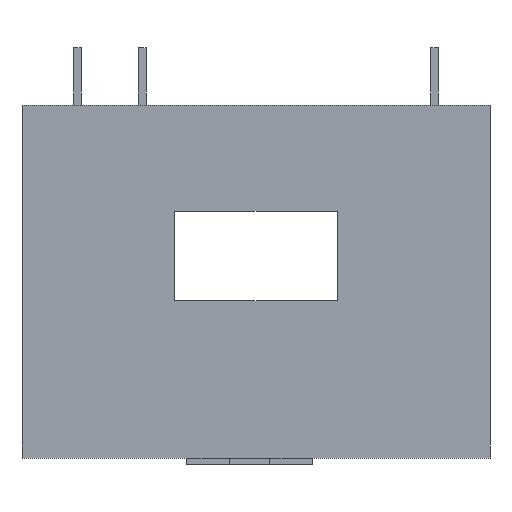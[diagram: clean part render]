
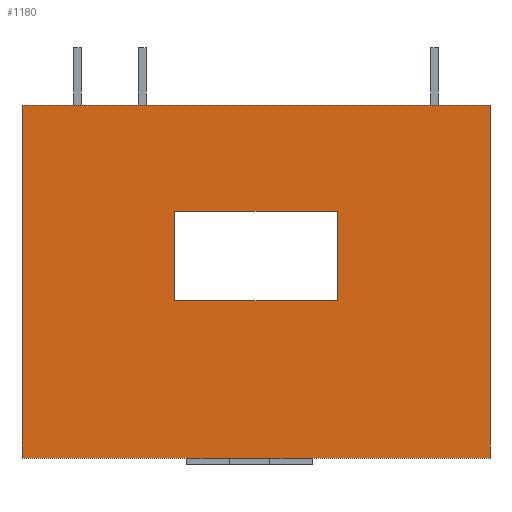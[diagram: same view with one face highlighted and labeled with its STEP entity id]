
A CAD part, front view. The second image highlights one B-rep face of the part: STEP entity #1180.
In plain terms, the highlighted planar face has unit normal (0, -1, 0).
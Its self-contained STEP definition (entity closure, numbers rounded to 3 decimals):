
#44 = PLANE('',#45);
#45 = AXIS2_PLACEMENT_3D('',#46,#47,#48);
#46 = CARTESIAN_POINT('',(-4.33,-7.8,0.));
#47 = DIRECTION('',(1.,0.,0.));
#48 = DIRECTION('',(0.,1.,0.));
#72 = PLANE('',#73);
#73 = AXIS2_PLACEMENT_3D('',#74,#75,#76);
#74 = CARTESIAN_POINT('',(-4.33,6.55,-27.6));
#75 = DIRECTION('',(0.,0.,1.));
#76 = DIRECTION('',(1.,0.,0.));
#100 = PLANE('',#101);
#101 = AXIS2_PLACEMENT_3D('',#102,#103,#104);
#102 = CARTESIAN_POINT('',(32.27,6.55,0.));
#103 = DIRECTION('',(-1.,-0.,-0.));
#104 = DIRECTION('',(0.,-1.,0.));
#126 = PLANE('',#127);
#127 = AXIS2_PLACEMENT_3D('',#128,#129,#130);
#128 = CARTESIAN_POINT('',(-4.33,6.55,0.));
#129 = DIRECTION('',(0.,0.,1.));
#130 = DIRECTION('',(1.,0.,0.));
#158 = PLANE('',#159);
#159 = AXIS2_PLACEMENT_3D('',#160,#161,#162);
#160 = CARTESIAN_POINT('',(20.32,6.55,-15.3));
#161 = DIRECTION('',(-1.,0.,0.));
#162 = DIRECTION('',(0.,0.,1.));
#186 = PLANE('',#187);
#187 = AXIS2_PLACEMENT_3D('',#188,#189,#190);
#188 = CARTESIAN_POINT('',(7.62,6.55,-15.3));
#189 = DIRECTION('',(0.,0.,1.));
#190 = DIRECTION('',(1.,0.,0.));
#214 = PLANE('',#215);
#215 = AXIS2_PLACEMENT_3D('',#216,#217,#218);
#216 = CARTESIAN_POINT('',(7.62,6.55,-8.3));
#217 = DIRECTION('',(1.,0.,0.));
#218 = DIRECTION('',(0.,0.,-1.));
#240 = PLANE('',#241);
#241 = AXIS2_PLACEMENT_3D('',#242,#243,#244);
#242 = CARTESIAN_POINT('',(20.32,6.55,-8.3));
#243 = DIRECTION('',(-0.,0.,-1.));
#244 = DIRECTION('',(-1.,0.,0.));
#255 = EDGE_CURVE('',#256,#258,#260,.T.);
#256 = VERTEX_POINT('',#257);
#257 = CARTESIAN_POINT('',(-4.33,-7.8,0.));
#258 = VERTEX_POINT('',#259);
#259 = CARTESIAN_POINT('',(-4.33,-7.8,-27.6));
#260 = SURFACE_CURVE('',#261,(#265,#272),.PCURVE_S1.);
#261 = LINE('',#262,#263);
#262 = CARTESIAN_POINT('',(-4.33,-7.8,0.));
#263 = VECTOR('',#264,1.);
#264 = DIRECTION('',(0.,0.,-1.));
#265 = PCURVE('',#44,#266);
#266 = DEFINITIONAL_REPRESENTATION('',(#267),#271);
#267 = LINE('',#268,#269);
#268 = CARTESIAN_POINT('',(0.,0.));
#269 = VECTOR('',#270,1.);
#270 = DIRECTION('',(0.,-1.));
#271 = ( GEOMETRIC_REPRESENTATION_CONTEXT(2) 
PARAMETRIC_REPRESENTATION_CONTEXT() REPRESENTATION_CONTEXT('2D SPACE',''
  ) );
#272 = PCURVE('',#273,#278);
#273 = PLANE('',#274);
#274 = AXIS2_PLACEMENT_3D('',#275,#276,#277);
#275 = CARTESIAN_POINT('',(32.27,-7.8,0.));
#276 = DIRECTION('',(0.,1.,0.));
#277 = DIRECTION('',(-1.,0.,0.));
#278 = DEFINITIONAL_REPRESENTATION('',(#279),#283);
#279 = LINE('',#280,#281);
#280 = CARTESIAN_POINT('',(36.6,0.));
#281 = VECTOR('',#282,1.);
#282 = DIRECTION('',(0.,-1.));
#283 = ( GEOMETRIC_REPRESENTATION_CONTEXT(2) 
PARAMETRIC_REPRESENTATION_CONTEXT() REPRESENTATION_CONTEXT('2D SPACE',''
  ) );
#333 = EDGE_CURVE('',#334,#256,#336,.T.);
#334 = VERTEX_POINT('',#335);
#335 = CARTESIAN_POINT('',(32.27,-7.8,0.));
#336 = SURFACE_CURVE('',#337,(#341,#348),.PCURVE_S1.);
#337 = LINE('',#338,#339);
#338 = CARTESIAN_POINT('',(32.27,-7.8,0.));
#339 = VECTOR('',#340,1.);
#340 = DIRECTION('',(-1.,0.,0.));
#341 = PCURVE('',#126,#342);
#342 = DEFINITIONAL_REPRESENTATION('',(#343),#347);
#343 = LINE('',#344,#345);
#344 = CARTESIAN_POINT('',(36.6,-14.35));
#345 = VECTOR('',#346,1.);
#346 = DIRECTION('',(-1.,0.));
#347 = ( GEOMETRIC_REPRESENTATION_CONTEXT(2) 
PARAMETRIC_REPRESENTATION_CONTEXT() REPRESENTATION_CONTEXT('2D SPACE',''
  ) );
#348 = PCURVE('',#273,#349);
#349 = DEFINITIONAL_REPRESENTATION('',(#350),#354);
#350 = LINE('',#351,#352);
#351 = CARTESIAN_POINT('',(0.,0.));
#352 = VECTOR('',#353,1.);
#353 = DIRECTION('',(1.,0.));
#354 = ( GEOMETRIC_REPRESENTATION_CONTEXT(2) 
PARAMETRIC_REPRESENTATION_CONTEXT() REPRESENTATION_CONTEXT('2D SPACE',''
  ) );
#724 = EDGE_CURVE('',#725,#258,#727,.T.);
#725 = VERTEX_POINT('',#726);
#726 = CARTESIAN_POINT('',(32.27,-7.8,-27.6));
#727 = SURFACE_CURVE('',#728,(#732,#739),.PCURVE_S1.);
#728 = LINE('',#729,#730);
#729 = CARTESIAN_POINT('',(32.27,-7.8,-27.6));
#730 = VECTOR('',#731,1.);
#731 = DIRECTION('',(-1.,0.,0.));
#732 = PCURVE('',#72,#733);
#733 = DEFINITIONAL_REPRESENTATION('',(#734),#738);
#734 = LINE('',#735,#736);
#735 = CARTESIAN_POINT('',(36.6,-14.35));
#736 = VECTOR('',#737,1.);
#737 = DIRECTION('',(-1.,0.));
#738 = ( GEOMETRIC_REPRESENTATION_CONTEXT(2) 
PARAMETRIC_REPRESENTATION_CONTEXT() REPRESENTATION_CONTEXT('2D SPACE',''
  ) );
#739 = PCURVE('',#273,#740);
#740 = DEFINITIONAL_REPRESENTATION('',(#741),#745);
#741 = LINE('',#742,#743);
#742 = CARTESIAN_POINT('',(0.,-27.6));
#743 = VECTOR('',#744,1.);
#744 = DIRECTION('',(1.,0.));
#745 = ( GEOMETRIC_REPRESENTATION_CONTEXT(2) 
PARAMETRIC_REPRESENTATION_CONTEXT() REPRESENTATION_CONTEXT('2D SPACE',''
  ) );
#971 = EDGE_CURVE('',#334,#725,#972,.T.);
#972 = SURFACE_CURVE('',#973,(#977,#984),.PCURVE_S1.);
#973 = LINE('',#974,#975);
#974 = CARTESIAN_POINT('',(32.27,-7.8,0.));
#975 = VECTOR('',#976,1.);
#976 = DIRECTION('',(0.,0.,-1.));
#977 = PCURVE('',#100,#978);
#978 = DEFINITIONAL_REPRESENTATION('',(#979),#983);
#979 = LINE('',#980,#981);
#980 = CARTESIAN_POINT('',(14.35,0.));
#981 = VECTOR('',#982,1.);
#982 = DIRECTION('',(0.,-1.));
#983 = ( GEOMETRIC_REPRESENTATION_CONTEXT(2) 
PARAMETRIC_REPRESENTATION_CONTEXT() REPRESENTATION_CONTEXT('2D SPACE',''
  ) );
#984 = PCURVE('',#273,#985);
#985 = DEFINITIONAL_REPRESENTATION('',(#986),#990);
#986 = LINE('',#987,#988);
#987 = CARTESIAN_POINT('',(0.,0.));
#988 = VECTOR('',#989,1.);
#989 = DIRECTION('',(0.,-1.));
#990 = ( GEOMETRIC_REPRESENTATION_CONTEXT(2) 
PARAMETRIC_REPRESENTATION_CONTEXT() REPRESENTATION_CONTEXT('2D SPACE',''
  ) );
#998 = VERTEX_POINT('',#999);
#999 = CARTESIAN_POINT('',(20.32,-7.8,-15.3));
#1020 = EDGE_CURVE('',#998,#1021,#1023,.T.);
#1021 = VERTEX_POINT('',#1022);
#1022 = CARTESIAN_POINT('',(20.32,-7.8,-8.3));
#1023 = SURFACE_CURVE('',#1024,(#1028,#1034),.PCURVE_S1.);
#1024 = LINE('',#1025,#1026);
#1025 = CARTESIAN_POINT('',(20.32,-7.8,-7.65));
#1026 = VECTOR('',#1027,1.);
#1027 = DIRECTION('',(0.,0.,1.));
#1028 = PCURVE('',#158,#1029);
#1029 = DEFINITIONAL_REPRESENTATION('',(#1030),#1033);
#1030 = B_SPLINE_CURVE_WITH_KNOTS('',1,(#1031,#1032),.UNSPECIFIED.,.F.,
  .F.,(2,2),(-8.35,0.05),.PIECEWISE_BEZIER_KNOTS.);
#1031 = CARTESIAN_POINT('',(-0.7,-14.35));
#1032 = CARTESIAN_POINT('',(7.7,-14.35));
#1033 = ( GEOMETRIC_REPRESENTATION_CONTEXT(2) 
PARAMETRIC_REPRESENTATION_CONTEXT() REPRESENTATION_CONTEXT('2D SPACE',''
  ) );
#1034 = PCURVE('',#273,#1035);
#1035 = DEFINITIONAL_REPRESENTATION('',(#1036),#1039);
#1036 = B_SPLINE_CURVE_WITH_KNOTS('',1,(#1037,#1038),.UNSPECIFIED.,.F.,
  .F.,(2,2),(-8.35,0.05),.PIECEWISE_BEZIER_KNOTS.);
#1037 = CARTESIAN_POINT('',(11.95,-16.));
#1038 = CARTESIAN_POINT('',(11.95,-7.6));
#1039 = ( GEOMETRIC_REPRESENTATION_CONTEXT(2) 
PARAMETRIC_REPRESENTATION_CONTEXT() REPRESENTATION_CONTEXT('2D SPACE',''
  ) );
#1067 = EDGE_CURVE('',#1021,#1068,#1070,.T.);
#1068 = VERTEX_POINT('',#1069);
#1069 = CARTESIAN_POINT('',(7.62,-7.8,-8.3));
#1070 = SURFACE_CURVE('',#1071,(#1075,#1081),.PCURVE_S1.);
#1071 = LINE('',#1072,#1073);
#1072 = CARTESIAN_POINT('',(26.295,-7.8,-8.3));
#1073 = VECTOR('',#1074,1.);
#1074 = DIRECTION('',(-1.,0.,0.));
#1075 = PCURVE('',#240,#1076);
#1076 = DEFINITIONAL_REPRESENTATION('',(#1077),#1080);
#1077 = B_SPLINE_CURVE_WITH_KNOTS('',1,(#1078,#1079),.UNSPECIFIED.,.F.,
  .F.,(2,2),(4.705,19.945),.PIECEWISE_BEZIER_KNOTS.);
#1078 = CARTESIAN_POINT('',(-1.27,-14.35));
#1079 = CARTESIAN_POINT('',(13.97,-14.35));
#1080 = ( GEOMETRIC_REPRESENTATION_CONTEXT(2) 
PARAMETRIC_REPRESENTATION_CONTEXT() REPRESENTATION_CONTEXT('2D SPACE',''
  ) );
#1081 = PCURVE('',#273,#1082);
#1082 = DEFINITIONAL_REPRESENTATION('',(#1083),#1086);
#1083 = B_SPLINE_CURVE_WITH_KNOTS('',1,(#1084,#1085),.UNSPECIFIED.,.F.,
  .F.,(2,2),(4.705,19.945),.PIECEWISE_BEZIER_KNOTS.);
#1084 = CARTESIAN_POINT('',(10.68,-8.3));
#1085 = CARTESIAN_POINT('',(25.92,-8.3));
#1086 = ( GEOMETRIC_REPRESENTATION_CONTEXT(2) 
PARAMETRIC_REPRESENTATION_CONTEXT() REPRESENTATION_CONTEXT('2D SPACE',''
  ) );
#1114 = EDGE_CURVE('',#1068,#1115,#1117,.T.);
#1115 = VERTEX_POINT('',#1116);
#1116 = CARTESIAN_POINT('',(7.62,-7.8,-15.3));
#1117 = SURFACE_CURVE('',#1118,(#1122,#1128),.PCURVE_S1.);
#1118 = LINE('',#1119,#1120);
#1119 = CARTESIAN_POINT('',(7.62,-7.8,-4.15));
#1120 = VECTOR('',#1121,1.);
#1121 = DIRECTION('',(0.,0.,-1.));
#1122 = PCURVE('',#214,#1123);
#1123 = DEFINITIONAL_REPRESENTATION('',(#1124),#1127);
#1124 = B_SPLINE_CURVE_WITH_KNOTS('',1,(#1125,#1126),.UNSPECIFIED.,.F.,
  .F.,(2,2),(3.45,11.85),.PIECEWISE_BEZIER_KNOTS.);
#1125 = CARTESIAN_POINT('',(-0.7,-14.35));
#1126 = CARTESIAN_POINT('',(7.7,-14.35));
#1127 = ( GEOMETRIC_REPRESENTATION_CONTEXT(2) 
PARAMETRIC_REPRESENTATION_CONTEXT() REPRESENTATION_CONTEXT('2D SPACE',''
  ) );
#1128 = PCURVE('',#273,#1129);
#1129 = DEFINITIONAL_REPRESENTATION('',(#1130),#1133);
#1130 = B_SPLINE_CURVE_WITH_KNOTS('',1,(#1131,#1132),.UNSPECIFIED.,.F.,
  .F.,(2,2),(3.45,11.85),.PIECEWISE_BEZIER_KNOTS.);
#1131 = CARTESIAN_POINT('',(24.65,-7.6));
#1132 = CARTESIAN_POINT('',(24.65,-16.));
#1133 = ( GEOMETRIC_REPRESENTATION_CONTEXT(2) 
PARAMETRIC_REPRESENTATION_CONTEXT() REPRESENTATION_CONTEXT('2D SPACE',''
  ) );
#1161 = EDGE_CURVE('',#1115,#998,#1162,.T.);
#1162 = SURFACE_CURVE('',#1163,(#1167,#1173),.PCURVE_S1.);
#1163 = LINE('',#1164,#1165);
#1164 = CARTESIAN_POINT('',(19.945,-7.8,-15.3));
#1165 = VECTOR('',#1166,1.);
#1166 = DIRECTION('',(1.,0.,0.));
#1167 = PCURVE('',#186,#1168);
#1168 = DEFINITIONAL_REPRESENTATION('',(#1169),#1172);
#1169 = B_SPLINE_CURVE_WITH_KNOTS('',1,(#1170,#1171),.UNSPECIFIED.,.F.,
  .F.,(2,2),(-13.595,1.645),.PIECEWISE_BEZIER_KNOTS.);
#1170 = CARTESIAN_POINT('',(-1.27,-14.35));
#1171 = CARTESIAN_POINT('',(13.97,-14.35));
#1172 = ( GEOMETRIC_REPRESENTATION_CONTEXT(2) 
PARAMETRIC_REPRESENTATION_CONTEXT() REPRESENTATION_CONTEXT('2D SPACE',''
  ) );
#1173 = PCURVE('',#273,#1174);
#1174 = DEFINITIONAL_REPRESENTATION('',(#1175),#1178);
#1175 = B_SPLINE_CURVE_WITH_KNOTS('',1,(#1176,#1177),.UNSPECIFIED.,.F.,
  .F.,(2,2),(-13.595,1.645),.PIECEWISE_BEZIER_KNOTS.);
#1176 = CARTESIAN_POINT('',(25.92,-15.3));
#1177 = CARTESIAN_POINT('',(10.68,-15.3));
#1178 = ( GEOMETRIC_REPRESENTATION_CONTEXT(2) 
PARAMETRIC_REPRESENTATION_CONTEXT() REPRESENTATION_CONTEXT('2D SPACE',''
  ) );
#1180 = ADVANCED_FACE('',(#1181,#1187),#273,.F.);
#1181 = FACE_BOUND('',#1182,.F.);
#1182 = EDGE_LOOP('',(#1183,#1184,#1185,#1186));
#1183 = ORIENTED_EDGE('',*,*,#971,.T.);
#1184 = ORIENTED_EDGE('',*,*,#724,.T.);
#1185 = ORIENTED_EDGE('',*,*,#255,.F.);
#1186 = ORIENTED_EDGE('',*,*,#333,.F.);
#1187 = FACE_BOUND('',#1188,.F.);
#1188 = EDGE_LOOP('',(#1189,#1190,#1191,#1192));
#1189 = ORIENTED_EDGE('',*,*,#1067,.T.);
#1190 = ORIENTED_EDGE('',*,*,#1114,.T.);
#1191 = ORIENTED_EDGE('',*,*,#1161,.T.);
#1192 = ORIENTED_EDGE('',*,*,#1020,.T.);
